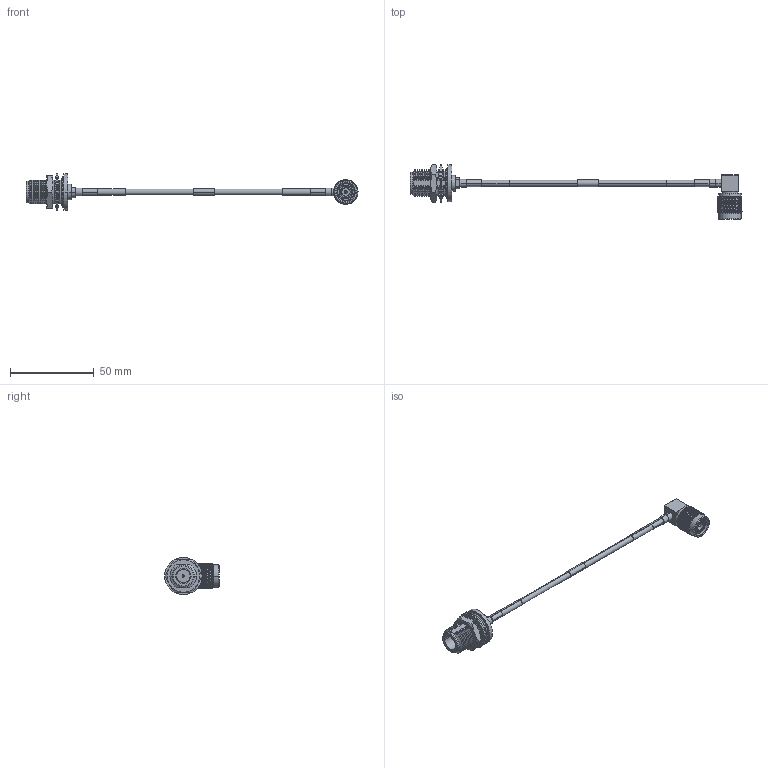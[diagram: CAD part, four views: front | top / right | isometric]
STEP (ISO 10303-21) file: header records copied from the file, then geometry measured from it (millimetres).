
FILE_DESCRIPTION (( 'STEP AP214' ), '1' );
FILE_NAME ('LCCA30523_3D.STEP', '2020-05-11T14:42:36', ( '' ), ( '' ), 'SwSTEP 2.0', 'SolidWorks 2018', '' );
FILE_SCHEMA (( 'AUTOMOTIVE_DESIGN' ));
Length unit declared in the file: inch
Products named in the file (6): LCCN3057___; 1AW01-003_.152 ID; LCCN3061; LCCA30523_3D; LC141TBJ-PROD; LC141TBJ (141 Formable with HeatShrink)
Assembly tree (7 placements, depth 3):
  LCCA30523_3D
    LC141TBJ-PROD
      LC141TBJ (141 Formable with HeatShrink)
      1AW01-003_.152 ID  x3
    LCCN3057___
    LCCN3061
Bounding box: 197.93 x 32.56 x 22.35 mm (x, y, z)
Volume: 9879.2 mm3; surface area: 11069.8 mm2
Topology: 12 solids, 13 shells, 2991 faces, 6480 edges, 3533 vertices
Faces by surface type: bspline 2005, cylinder 632, plane 199, cone 147, torus 8
Entity records: 113256 total; most frequent: CARTESIAN_POINT 70361, ORIENTED_EDGE 12912, EDGE_CURVE 6456, DIRECTION 3564, VERTEX_POINT 3517, EDGE_LOOP 3009, FACE_OUTER_BOUND 2979, ADVANCED_FACE 2979
